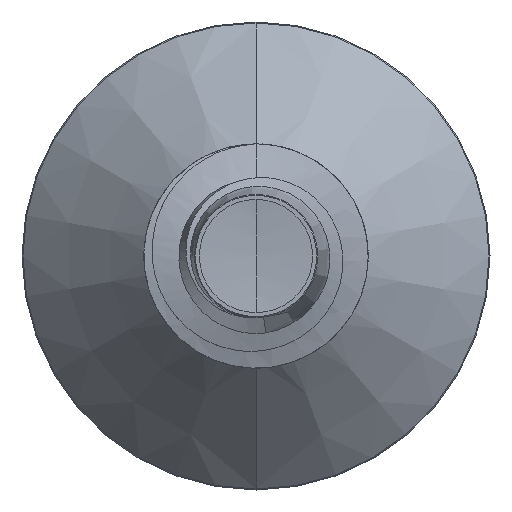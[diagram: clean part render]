
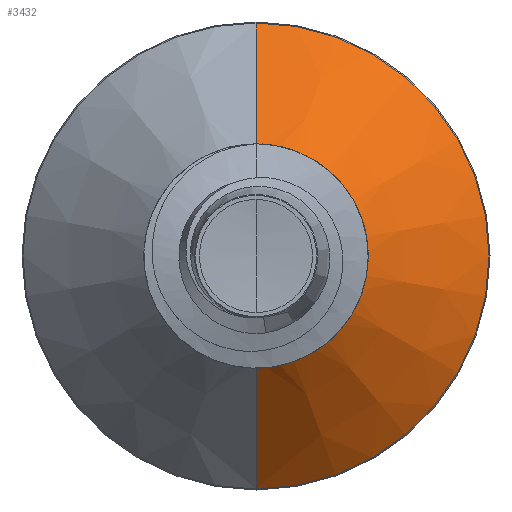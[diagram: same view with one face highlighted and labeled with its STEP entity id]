
A CAD part, front view. The second image highlights one B-rep face of the part: STEP entity #3432.
In plain terms, the highlighted conical face has half-angle 45 degrees and reference radius 1.633 mm.
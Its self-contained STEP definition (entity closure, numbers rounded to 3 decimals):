
#408 = CARTESIAN_POINT ( 'NONE',  ( 0., 7.335, -3.635 ) ) ;
#921 = LINE ( 'NONE', #10524, #4081 ) ;
#2706 = CARTESIAN_POINT ( 'NONE',  ( 0., 5.332, 1.632 ) ) ;
#3432 = ADVANCED_FACE ( 'NONE', ( #11336 ), #8256, .T. ) ;
#3569 = ORIENTED_EDGE ( 'NONE', *, *, #3860, .T. ) ;
#3860 = EDGE_CURVE ( 'NONE', #8936, #12023, #921, .T. ) ;
#4081 = VECTOR ( 'NONE', #10127, 1000. ) ;
#4461 = DIRECTION ( 'NONE',  ( 0., 0.707, 0.707 ) ) ;
#4949 = CARTESIAN_POINT ( 'NONE',  ( 0., 5.332, 1.632 ) ) ;
#5455 = LINE ( 'NONE', #4949, #8086 ) ;
#5520 = VERTEX_POINT ( 'NONE', #2706 ) ;
#6437 = ORIENTED_EDGE ( 'NONE', *, *, #12344, .F. ) ;
#6632 = EDGE_CURVE ( 'NONE', #5520, #9914, #5455, .T. ) ;
#7316 = DIRECTION ( 'NONE',  ( 0., 0., 1. ) ) ;
#7349 = DIRECTION ( 'NONE',  ( 0., 1., 0. ) ) ;
#7368 = CARTESIAN_POINT ( 'NONE',  ( 0., 5.332, 0. ) ) ;
#7378 = CIRCLE ( 'NONE', #11656, 3.635 ) ;
#7982 = CARTESIAN_POINT ( 'NONE',  ( 0., 7.335, 3.635 ) ) ;
#8086 = VECTOR ( 'NONE', #4461, 1000. ) ;
#8256 = CONICAL_SURFACE ( 'NONE', #11794, 1.632, 0.785 ) ;
#8624 = ORIENTED_EDGE ( 'NONE', *, *, #6632, .F. ) ;
#8936 = VERTEX_POINT ( 'NONE', #12337 ) ;
#9519 = ORIENTED_EDGE ( 'NONE', *, *, #12538, .T. ) ;
#9627 = EDGE_LOOP ( 'NONE', ( #9519, #3569, #6437, #8624 ) ) ;
#9712 = DIRECTION ( 'NONE',  ( 0., 0., 1. ) ) ;
#9721 = DIRECTION ( 'NONE',  ( 0., 1., 0. ) ) ;
#9734 = CARTESIAN_POINT ( 'NONE',  ( 0., 7.335, 0. ) ) ;
#9914 = VERTEX_POINT ( 'NONE', #7982 ) ;
#10127 = DIRECTION ( 'NONE',  ( 0., 0.707, -0.707 ) ) ;
#10524 = CARTESIAN_POINT ( 'NONE',  ( 0., 5.332, -1.632 ) ) ;
#11336 = FACE_OUTER_BOUND ( 'NONE', #9627, .T. ) ;
#11656 = AXIS2_PLACEMENT_3D ( 'NONE', #9734, #9721, #9712 ) ;
#11794 = AXIS2_PLACEMENT_3D ( 'NONE', #12258, #12105, #12231 ) ;
#11927 = AXIS2_PLACEMENT_3D ( 'NONE', #7368, #7349, #7316 ) ;
#12023 = VERTEX_POINT ( 'NONE', #408 ) ;
#12105 = DIRECTION ( 'NONE',  ( 0., 1., 0. ) ) ;
#12231 = DIRECTION ( 'NONE',  ( 0., 0., 1. ) ) ;
#12239 = CIRCLE ( 'NONE', #11927, 1.632 ) ;
#12258 = CARTESIAN_POINT ( 'NONE',  ( 0., 5.332, 0. ) ) ;
#12337 = CARTESIAN_POINT ( 'NONE',  ( 0., 5.332, -1.632 ) ) ;
#12344 = EDGE_CURVE ( 'NONE', #9914, #12023, #7378, .T. ) ;
#12538 = EDGE_CURVE ( 'NONE', #5520, #8936, #12239, .T. ) ;
